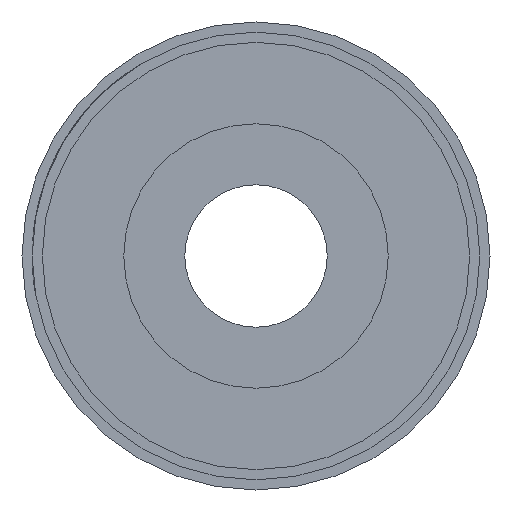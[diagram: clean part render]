
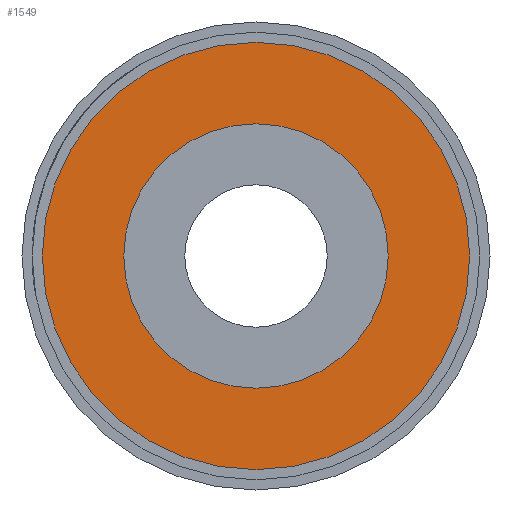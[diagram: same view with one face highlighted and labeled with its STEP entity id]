
A CAD part, left-side view. The second image highlights one B-rep face of the part: STEP entity #1549.
In plain terms, the highlighted planar face has unit normal (-1, 0, 0).
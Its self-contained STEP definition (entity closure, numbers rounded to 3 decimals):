
#143 = EDGE_CURVE ( 'NONE', #256, #4236, #7515, .T. ) ;
#256 = VERTEX_POINT ( 'NONE', #1847 ) ;
#291 = AXIS2_PLACEMENT_3D ( 'NONE', #3756, #6154, #2103 ) ;
#379 = CIRCLE ( 'NONE', #759, 10.5 ) ;
#480 = CARTESIAN_POINT ( 'NONE',  ( 0., 0., -10.5 ) ) ;
#507 = CARTESIAN_POINT ( 'NONE',  ( 0., 0., 0. ) ) ;
#759 = AXIS2_PLACEMENT_3D ( 'NONE', #5223, #2153, #4555 ) ;
#844 = EDGE_LOOP ( 'NONE', ( #6318, #5014 ) ) ;
#1075 = CARTESIAN_POINT ( 'NONE',  ( 0., 0., 0. ) ) ;
#1393 = EDGE_CURVE ( 'NONE', #4558, #7384, #7415, .T. ) ;
#1412 = DIRECTION ( 'NONE',  ( 0., 0., 1. ) ) ;
#1549 = ADVANCED_FACE ( 'NONE', ( #6819, #7328 ), #3837, .F. ) ;
#1582 = DIRECTION ( 'NONE',  ( -1., 0., 0. ) ) ;
#1847 = CARTESIAN_POINT ( 'NONE',  ( 0., 0., 6.5 ) ) ;
#2075 = CARTESIAN_POINT ( 'NONE',  ( 0., 0., 0. ) ) ;
#2103 = DIRECTION ( 'NONE',  ( 0., 0., -1. ) ) ;
#2153 = DIRECTION ( 'NONE',  ( -1., 0., 0. ) ) ;
#3399 = AXIS2_PLACEMENT_3D ( 'NONE', #2075, #6281, #1412 ) ;
#3756 = CARTESIAN_POINT ( 'NONE',  ( 0., 0., 0. ) ) ;
#3837 = PLANE ( 'NONE',  #291 ) ;
#4020 = AXIS2_PLACEMENT_3D ( 'NONE', #1075, #1582, #4650 ) ;
#4041 = AXIS2_PLACEMENT_3D ( 'NONE', #507, #5224, #7605 ) ;
#4060 = EDGE_CURVE ( 'NONE', #4236, #256, #7388, .T. ) ;
#4236 = VERTEX_POINT ( 'NONE', #6741 ) ;
#4555 = DIRECTION ( 'NONE',  ( 0., 0., 1. ) ) ;
#4558 = VERTEX_POINT ( 'NONE', #4625 ) ;
#4625 = CARTESIAN_POINT ( 'NONE',  ( 0., 0., 10.5 ) ) ;
#4650 = DIRECTION ( 'NONE',  ( 0., 0., 1. ) ) ;
#4751 = ORIENTED_EDGE ( 'NONE', *, *, #4060, .F. ) ;
#5014 = ORIENTED_EDGE ( 'NONE', *, *, #5493, .T. ) ;
#5223 = CARTESIAN_POINT ( 'NONE',  ( 0., 0., 0. ) ) ;
#5224 = DIRECTION ( 'NONE',  ( -1., 0., 0. ) ) ;
#5493 = EDGE_CURVE ( 'NONE', #7384, #4558, #379, .T. ) ;
#6154 = DIRECTION ( 'NONE',  ( 1., 0., 0. ) ) ;
#6281 = DIRECTION ( 'NONE',  ( -1., 0., 0. ) ) ;
#6318 = ORIENTED_EDGE ( 'NONE', *, *, #1393, .T. ) ;
#6481 = ORIENTED_EDGE ( 'NONE', *, *, #143, .F. ) ;
#6741 = CARTESIAN_POINT ( 'NONE',  ( 0., 0., -6.5 ) ) ;
#6819 = FACE_BOUND ( 'NONE', #7133, .T. ) ;
#7133 = EDGE_LOOP ( 'NONE', ( #6481, #4751 ) ) ;
#7328 = FACE_OUTER_BOUND ( 'NONE', #844, .T. ) ;
#7384 = VERTEX_POINT ( 'NONE', #480 ) ;
#7388 = CIRCLE ( 'NONE', #4020, 6.5 ) ;
#7415 = CIRCLE ( 'NONE', #4041, 10.5 ) ;
#7515 = CIRCLE ( 'NONE', #3399, 6.5 ) ;
#7605 = DIRECTION ( 'NONE',  ( 0., 0., 1. ) ) ;
